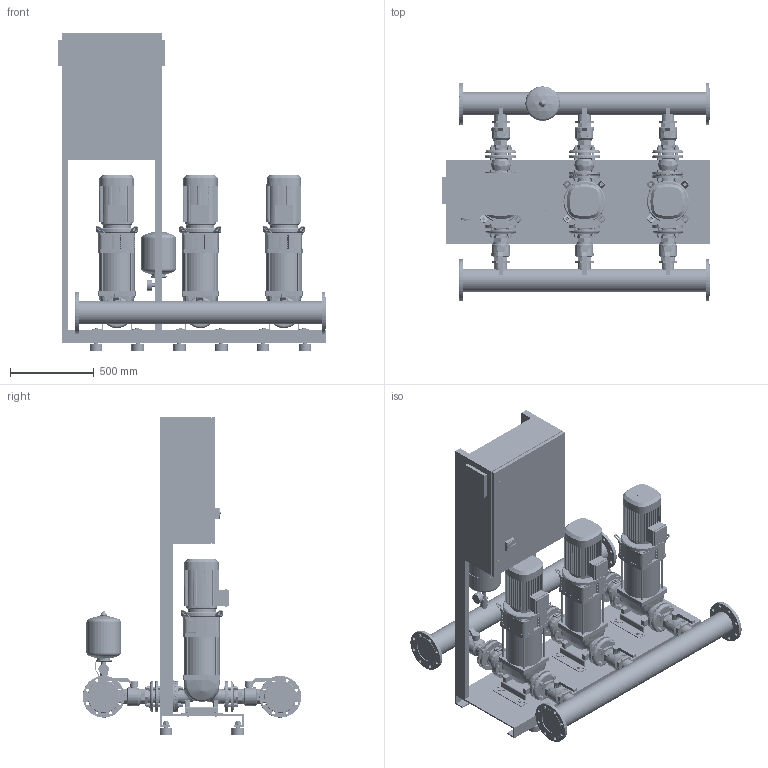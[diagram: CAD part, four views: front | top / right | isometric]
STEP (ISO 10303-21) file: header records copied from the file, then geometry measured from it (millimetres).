
FILE_DESCRIPTION((''),'2;1');
FILE_NAME('3d_CO-3HELIXV3602_K_CC-01-2530592.stp','2016-01-25T09:45:41',(''),(''),'Mechanical Desktop 2009','Mechanical Desktop 2009',', , ');
FILE_SCHEMA(('CONFIG_CONTROL_DESIGN'));
Length unit declared in the file: millimetre
Products named in the file (1): Product
Bounding box: 1600 x 1307 x 1905 mm (x, y, z)
Volume: 315080733.7 mm3; surface area: 15298159.3 mm2
Topology: 185 solids, 185 shells, 5608 faces, 14351 edges, 9299 vertices
Faces by surface type: bspline 2063, plane 2026, cylinder 1135, cone 208, torus 174, sphere 2
Entity records: 197186 total; most frequent: CARTESIAN_POINT 63746, ORIENTED_EDGE 28634, DIRECTION 25882, EDGE_CURVE 14317, VERTEX_POINT 9287, AXIS2_PLACEMENT_3D 8708, VECTOR 8466, LINE 8466
